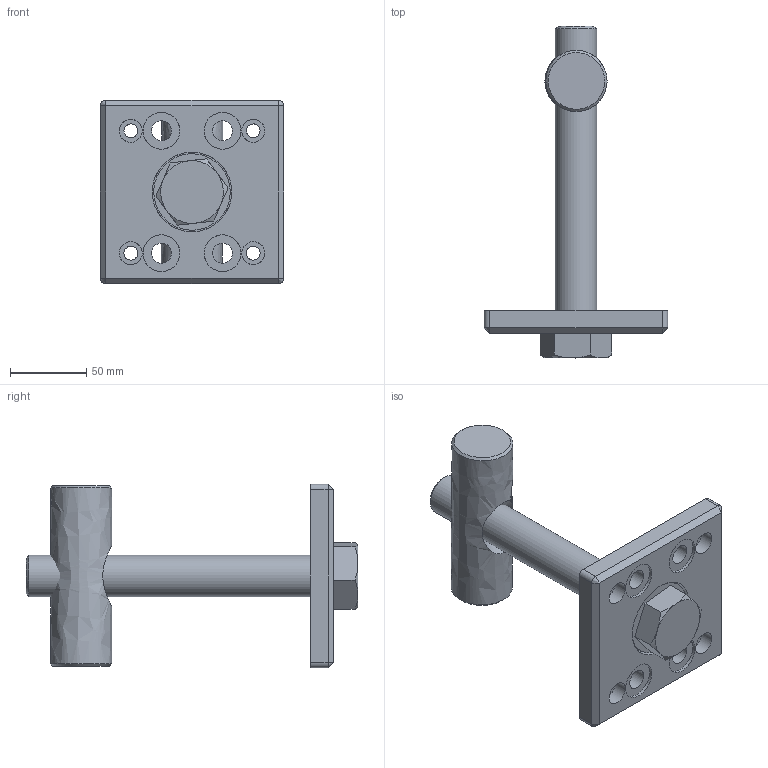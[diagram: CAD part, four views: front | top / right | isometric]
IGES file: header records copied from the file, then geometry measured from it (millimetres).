
Global section: file name: SV6011V_A; native system: Autodesk Inventor 2015; preprocessor: unknown; author: C. Hanke; date: 20151127.105825; units: millimetre
Bounding box: 120 x 217 x 120 mm (x, y, z)
Volume: 451889.3 mm3; surface area: 83281 mm2
Topology: 4 solids, 4 shells, 75 faces, 176 edges, 116 vertices
Faces by surface type: bspline 75
